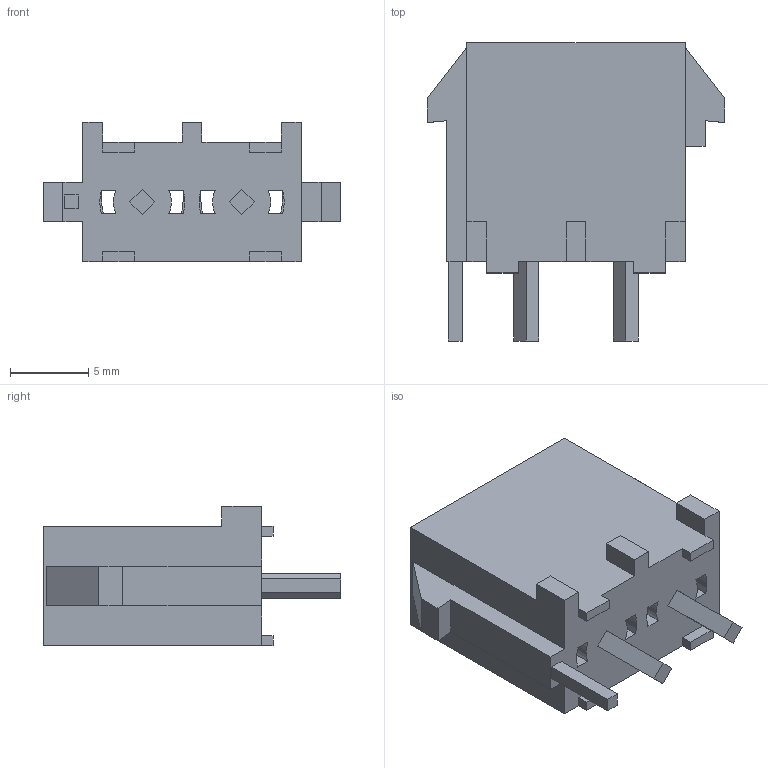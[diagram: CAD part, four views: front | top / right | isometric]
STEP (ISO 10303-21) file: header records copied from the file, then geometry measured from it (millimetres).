
FILE_DESCRIPTION((''),'2;1');
FILE_NAME('432550059','2017-04-12T',('ksrinivasara'),(''),'PRO/ENGINEER BY PARAMETRIC TECHNOLOGY CORPORATION, 2012310','PRO/ENGINEER BY PARAMETRIC TECHNOLOGY CORPORATION, 2012310','');
FILE_SCHEMA(('CONFIG_CONTROL_DESIGN'));
Length unit declared in the file: inch
Products named in the file (1): 432550059
Bounding box: 19.05 x 19.05 x 8.89 mm (x, y, z)
Volume: 1096.2 mm3; surface area: 1656.4 mm2
Topology: 1 solids, 1 shells, 96 faces, 276 edges, 189 vertices
Faces by surface type: plane 82, cylinder 14
Entity records: 3144 total; most frequent: CARTESIAN_POINT 543, ORIENTED_EDGE 520, DIRECTION 508, EDGE_CURVE 260, VECTOR 238, LINE 238, VERTEX_POINT 170, AXIS2_PLACEMENT_3D 135
